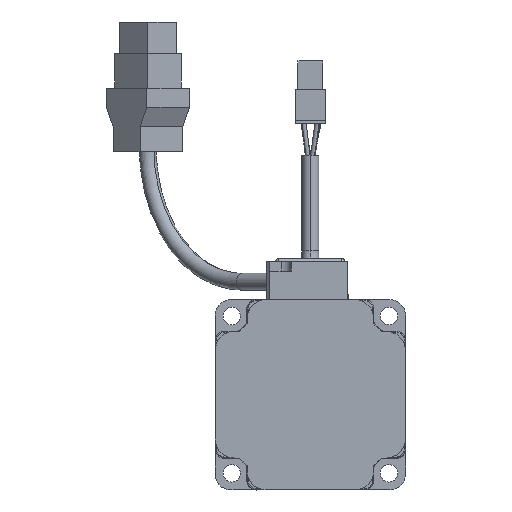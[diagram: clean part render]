
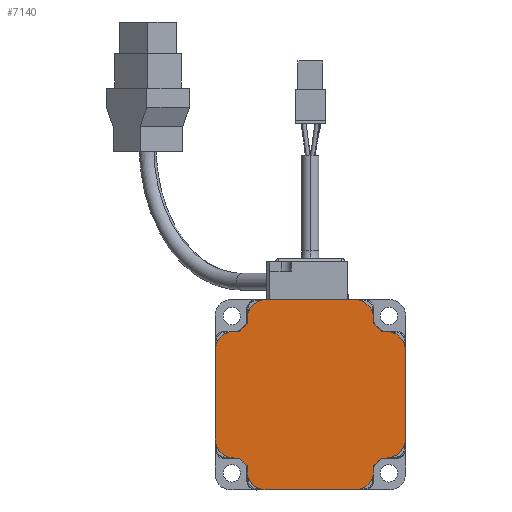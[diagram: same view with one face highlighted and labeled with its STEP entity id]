
A CAD part, front view. The second image highlights one B-rep face of the part: STEP entity #7140.
In plain terms, the highlighted planar face has unit normal (0, -1, 0).
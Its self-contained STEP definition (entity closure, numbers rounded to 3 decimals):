
#268=CIRCLE('',#7603,6.);
#272=CIRCLE('',#7612,29.935);
#273=CIRCLE('',#7613,6.);
#274=CIRCLE('',#7614,6.);
#275=CIRCLE('',#7615,29.935);
#276=CIRCLE('',#7616,6.);
#277=CIRCLE('',#7617,6.);
#278=CIRCLE('',#7618,29.935);
#279=CIRCLE('',#7619,6.);
#280=CIRCLE('',#7620,29.935);
#281=CIRCLE('',#7621,6.);
#282=CIRCLE('',#7622,6.);
#745=VERTEX_POINT('',#10355);
#746=VERTEX_POINT('',#10356);
#751=VERTEX_POINT('',#10367);
#760=VERTEX_POINT('',#10418);
#761=VERTEX_POINT('',#10422);
#762=VERTEX_POINT('',#10423);
#763=VERTEX_POINT('',#10425);
#764=VERTEX_POINT('',#10427);
#765=VERTEX_POINT('',#10429);
#766=VERTEX_POINT('',#10431);
#767=VERTEX_POINT('',#10433);
#768=VERTEX_POINT('',#10435);
#769=VERTEX_POINT('',#10437);
#770=VERTEX_POINT('',#10439);
#771=VERTEX_POINT('',#10441);
#772=VERTEX_POINT('',#10443);
#773=VERTEX_POINT('',#10445);
#774=VERTEX_POINT('',#10447);
#775=VERTEX_POINT('',#10450);
#776=VERTEX_POINT('',#10452);
#777=VERTEX_POINT('',#10454);
#778=VERTEX_POINT('',#10456);
#779=VERTEX_POINT('',#10458);
#780=VERTEX_POINT('',#10460);
#1454=VECTOR('',#8380,1.);
#1466=VECTOR('',#8409,1.);
#1467=VECTOR('',#8411,1.);
#1468=VECTOR('',#8414,1.);
#1469=VECTOR('',#8417,1.);
#1470=VECTOR('',#8420,1.);
#1471=VECTOR('',#8423,1.);
#1472=VECTOR('',#8426,1.);
#1473=VECTOR('',#8429,1.);
#1474=VECTOR('',#8434,1.);
#1475=VECTOR('',#8437,1.);
#1476=VECTOR('',#8440,1.);
#2085=LINE('',#10354,#1454);
#2097=LINE('',#10419,#1466);
#2098=LINE('',#10421,#1467);
#2099=LINE('',#10426,#1468);
#2100=LINE('',#10430,#1469);
#2101=LINE('',#10434,#1470);
#2102=LINE('',#10438,#1471);
#2103=LINE('',#10442,#1472);
#2104=LINE('',#10446,#1473);
#2105=LINE('',#10451,#1474);
#2106=LINE('',#10455,#1475);
#2107=LINE('',#10459,#1476);
#2716=EDGE_CURVE('',#745,#746,#2085,.F.);
#2722=EDGE_CURVE('',#751,#746,#268,.F.);
#2736=EDGE_CURVE('',#760,#751,#2097,.F.);
#2737=EDGE_CURVE('',#761,#762,#2098,.T.);
#2738=EDGE_CURVE('',#763,#762,#272,.T.);
#2739=EDGE_CURVE('',#763,#764,#2099,.F.);
#2740=EDGE_CURVE('',#765,#764,#273,.T.);
#2741=EDGE_CURVE('',#765,#766,#2100,.T.);
#2742=EDGE_CURVE('',#767,#766,#274,.T.);
#2743=EDGE_CURVE('',#767,#768,#2101,.T.);
#2744=EDGE_CURVE('',#769,#768,#275,.T.);
#2745=EDGE_CURVE('',#769,#770,#2102,.T.);
#2746=EDGE_CURVE('',#771,#770,#276,.T.);
#2747=EDGE_CURVE('',#771,#772,#2103,.T.);
#2748=EDGE_CURVE('',#773,#772,#277,.T.);
#2749=EDGE_CURVE('',#773,#774,#2104,.F.);
#2750=EDGE_CURVE('',#745,#774,#278,.T.);
#2751=EDGE_CURVE('',#775,#760,#279,.T.);
#2752=EDGE_CURVE('',#776,#775,#2105,.T.);
#2753=EDGE_CURVE('',#777,#776,#280,.T.);
#2754=EDGE_CURVE('',#778,#777,#2106,.T.);
#2755=EDGE_CURVE('',#779,#778,#281,.T.);
#2756=EDGE_CURVE('',#779,#780,#2107,.F.);
#2757=EDGE_CURVE('',#761,#780,#282,.T.);
#3884=ORIENTED_EDGE('',*,*,#2737,.T.);
#3885=ORIENTED_EDGE('',*,*,#2738,.F.);
#3886=ORIENTED_EDGE('',*,*,#2739,.T.);
#3887=ORIENTED_EDGE('',*,*,#2740,.F.);
#3888=ORIENTED_EDGE('',*,*,#2741,.T.);
#3889=ORIENTED_EDGE('',*,*,#2742,.F.);
#3890=ORIENTED_EDGE('',*,*,#2743,.T.);
#3891=ORIENTED_EDGE('',*,*,#2744,.F.);
#3892=ORIENTED_EDGE('',*,*,#2745,.T.);
#3893=ORIENTED_EDGE('',*,*,#2746,.F.);
#3894=ORIENTED_EDGE('',*,*,#2747,.T.);
#3895=ORIENTED_EDGE('',*,*,#2748,.F.);
#3896=ORIENTED_EDGE('',*,*,#2749,.T.);
#3897=ORIENTED_EDGE('',*,*,#2750,.F.);
#3898=ORIENTED_EDGE('',*,*,#2716,.T.);
#3899=ORIENTED_EDGE('',*,*,#2722,.F.);
#3900=ORIENTED_EDGE('',*,*,#2736,.F.);
#3901=ORIENTED_EDGE('',*,*,#2751,.F.);
#3902=ORIENTED_EDGE('',*,*,#2752,.F.);
#3903=ORIENTED_EDGE('',*,*,#2753,.F.);
#3904=ORIENTED_EDGE('',*,*,#2754,.F.);
#3905=ORIENTED_EDGE('',*,*,#2755,.F.);
#3906=ORIENTED_EDGE('',*,*,#2756,.T.);
#3907=ORIENTED_EDGE('',*,*,#2757,.F.);
#6142=EDGE_LOOP('',(#3884,#3885,#3886,#3887,#3888,#3889,#3890,#3891,#3892,
#3893,#3894,#3895,#3896,#3897,#3898,#3899,#3900,#3901,#3902,#3903,#3904,
#3905,#3906,#3907));
#6641=FACE_BOUND('',#6142,.T.);
#7140=ADVANCED_FACE('',(#6641),#20208,.F.);
#7603=AXIS2_PLACEMENT_3D('',#10368,#8389,#8390);
#7611=AXIS2_PLACEMENT_3D('',#10420,#8410,$);
#7612=AXIS2_PLACEMENT_3D('',#10424,#8412,#8413);
#7613=AXIS2_PLACEMENT_3D('',#10428,#8415,#8416);
#7614=AXIS2_PLACEMENT_3D('',#10432,#8418,#8419);
#7615=AXIS2_PLACEMENT_3D('',#10436,#8421,#8422);
#7616=AXIS2_PLACEMENT_3D('',#10440,#8424,#8425);
#7617=AXIS2_PLACEMENT_3D('',#10444,#8427,#8428);
#7618=AXIS2_PLACEMENT_3D('',#10448,#8430,#8431);
#7619=AXIS2_PLACEMENT_3D('',#10449,#8432,#8433);
#7620=AXIS2_PLACEMENT_3D('',#10453,#8435,#8436);
#7621=AXIS2_PLACEMENT_3D('',#10457,#8438,#8439);
#7622=AXIS2_PLACEMENT_3D('',#10461,#8441,#8442);
#8380=DIRECTION('',(-1.,0.,0.));
#8389=DIRECTION('',(0.,-1.,0.));
#8390=DIRECTION('',(6.,0.,0.));
#8409=DIRECTION('',(0.,0.,1.));
#8410=DIRECTION('',(0.,1.,0.));
#8411=DIRECTION('',(0.,0.,-1.));
#8412=DIRECTION('',(0.,1.,0.));
#8413=DIRECTION('',(-29.935,0.,0.));
#8414=DIRECTION('',(1.,0.,0.));
#8415=DIRECTION('',(0.,1.,0.));
#8416=DIRECTION('',(-6.,0.,0.));
#8417=DIRECTION('',(0.,0.,-1.));
#8418=DIRECTION('',(0.,1.,0.));
#8419=DIRECTION('',(0.,0.,-6.));
#8420=DIRECTION('',(1.,0.,0.));
#8421=DIRECTION('',(0.,1.,0.));
#8422=DIRECTION('',(-29.935,0.,0.));
#8423=DIRECTION('',(0.,0.,-1.));
#8424=DIRECTION('',(0.,1.,0.));
#8425=DIRECTION('',(0.,0.,-6.));
#8426=DIRECTION('',(1.,0.,0.));
#8427=DIRECTION('',(0.,1.,0.));
#8428=DIRECTION('',(6.,0.,0.));
#8429=DIRECTION('',(0.,0.,-1.));
#8430=DIRECTION('',(0.,1.,0.));
#8431=DIRECTION('',(-29.935,0.,0.));
#8432=DIRECTION('',(0.,1.,0.));
#8433=DIRECTION('',(0.,0.,6.));
#8434=DIRECTION('',(1.,0.,0.));
#8435=DIRECTION('',(0.,1.,0.));
#8436=DIRECTION('',(-29.935,0.,0.));
#8437=DIRECTION('',(0.,0.,-1.));
#8438=DIRECTION('',(0.,1.,0.));
#8439=DIRECTION('',(0.,0.,6.));
#8440=DIRECTION('',(1.,0.,0.));
#8441=DIRECTION('',(0.,1.,0.));
#8442=DIRECTION('',(-6.,0.,0.));
#10354=CARTESIAN_POINT('',(11.568,-70.75,-19.935));
#10355=CARTESIAN_POINT('',(22.332,-70.75,-19.935));
#10356=CARTESIAN_POINT('',(23.935,-70.75,-19.935));
#10367=CARTESIAN_POINT('',(29.935,-70.75,-13.935));
#10368=CARTESIAN_POINT('',(23.935,-70.75,-13.935));
#10418=CARTESIAN_POINT('',(29.935,-70.75,13.935));
#10419=CARTESIAN_POINT('',(29.935,-70.75,0.));
#10420=CARTESIAN_POINT('',(0.,-70.75,0.));
#10421=CARTESIAN_POINT('',(-19.935,-70.75,11.568));
#10422=CARTESIAN_POINT('',(-19.935,-70.75,23.935));
#10423=CARTESIAN_POINT('',(-19.935,-70.75,22.332));
#10424=CARTESIAN_POINT('',(0.,-70.75,0.));
#10425=CARTESIAN_POINT('',(-22.332,-70.75,19.935));
#10426=CARTESIAN_POINT('',(-11.568,-70.75,19.935));
#10427=CARTESIAN_POINT('',(-23.935,-70.75,19.935));
#10428=CARTESIAN_POINT('',(-23.935,-70.75,13.935));
#10429=CARTESIAN_POINT('',(-29.935,-70.75,13.935));
#10430=CARTESIAN_POINT('',(-29.935,-70.75,0.));
#10431=CARTESIAN_POINT('',(-29.935,-70.75,-13.935));
#10432=CARTESIAN_POINT('',(-23.935,-70.75,-13.935));
#10433=CARTESIAN_POINT('',(-23.935,-70.75,-19.935));
#10434=CARTESIAN_POINT('',(-11.568,-70.75,-19.935));
#10435=CARTESIAN_POINT('',(-22.332,-70.75,-19.935));
#10436=CARTESIAN_POINT('',(0.,-70.75,0.));
#10437=CARTESIAN_POINT('',(-19.935,-70.75,-22.332));
#10438=CARTESIAN_POINT('',(-19.935,-70.75,-11.568));
#10439=CARTESIAN_POINT('',(-19.935,-70.75,-23.935));
#10440=CARTESIAN_POINT('',(-13.935,-70.75,-23.935));
#10441=CARTESIAN_POINT('',(-13.935,-70.75,-29.935));
#10442=CARTESIAN_POINT('',(0.,-70.75,-29.935));
#10443=CARTESIAN_POINT('',(13.935,-70.75,-29.935));
#10444=CARTESIAN_POINT('',(13.935,-70.75,-23.935));
#10445=CARTESIAN_POINT('',(19.935,-70.75,-23.935));
#10446=CARTESIAN_POINT('',(19.935,-70.75,-11.568));
#10447=CARTESIAN_POINT('',(19.935,-70.75,-22.332));
#10448=CARTESIAN_POINT('',(0.,-70.75,0.));
#10449=CARTESIAN_POINT('',(23.935,-70.75,13.935));
#10450=CARTESIAN_POINT('',(23.935,-70.75,19.935));
#10451=CARTESIAN_POINT('',(11.568,-70.75,19.935));
#10452=CARTESIAN_POINT('',(22.332,-70.75,19.935));
#10453=CARTESIAN_POINT('',(0.,-70.75,0.));
#10454=CARTESIAN_POINT('',(19.935,-70.75,22.332));
#10455=CARTESIAN_POINT('',(19.935,-70.75,11.568));
#10456=CARTESIAN_POINT('',(19.935,-70.75,23.935));
#10457=CARTESIAN_POINT('',(13.935,-70.75,23.935));
#10458=CARTESIAN_POINT('',(13.935,-70.75,29.935));
#10459=CARTESIAN_POINT('',(0.,-70.75,29.935));
#10460=CARTESIAN_POINT('',(-13.935,-70.75,29.935));
#10461=CARTESIAN_POINT('',(-13.935,-70.75,23.935));
#20208=PLANE('',#7611);
